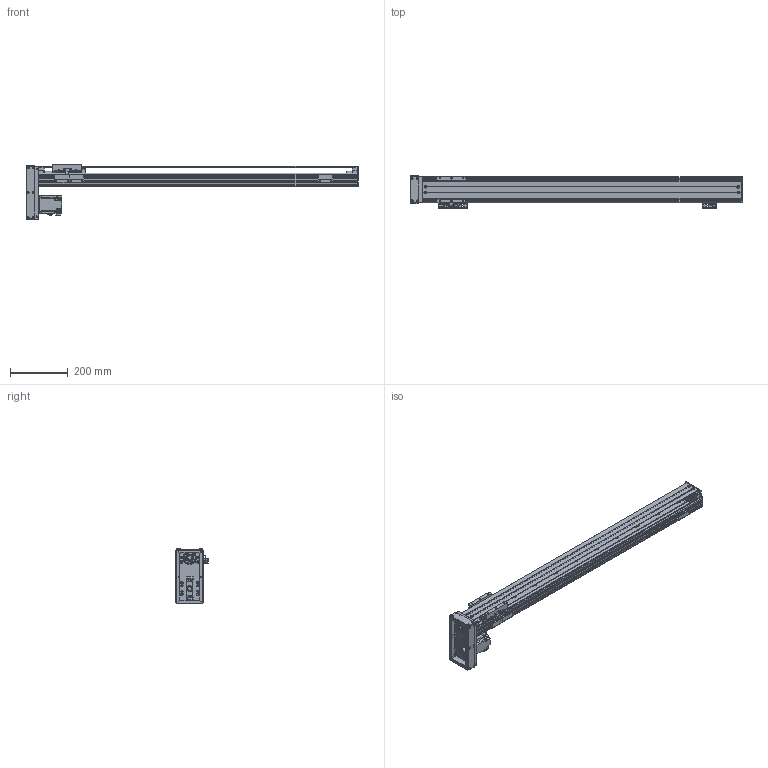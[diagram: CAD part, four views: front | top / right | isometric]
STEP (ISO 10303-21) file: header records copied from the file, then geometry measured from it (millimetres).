
FILE_DESCRIPTION(/* description */ (''),/* implementation_level */ '2;1');
FILE_NAME(/* name */ 'HR90-D20-N1B-0900-R10.stp',/* time_stamp */ '2025-01-20T15:17:53+09:00',/* author */ ('user'),/* organization */ (''),/* preprocessor_version */ 'ST-DEVELOPER v18.1',/* originating_system */ 'Autodesk Inventor 2022',/* authorisation */ '');
FILE_SCHEMA (('CONFIG_CONTROL_DESIGN'));
Length unit declared in the file: millimetre
Products named in the file (24): HG90-D20-N1B-0500-R10 - 간소화; HR90 BASE 100W 1BLOCK; HR90 FRONT BLOCK; HR90 REAR BLOCK TENSION; HR90 REAR COVER-TENSION; HG4UPCOV002; HR120 SENSOR DOG; HG90STOPPER - 27L; HG90STOPPER - 20L; MOTOR PLATE-200W(MITSUBISHI); hg-kr23_; 화살표; M-5HL-4; HR90 TABLE; LMKE1520 NUT; SENSOR BRK(EE-SX674A); EE_SX674A; HC90-D-BELT COVER; HG90DACRYLCOVER003; HG90DMOTORPLATE01; HG90DACRYLCOVER002; 46T-3GT-15; 46T-3GT-15_1; 46T-3GT-12(SOCKET)
Assembly tree (29 placements, depth 3):
  HG90-D20-N1B-0500-R10 - 간소화
    HR90 BASE 100W 1BLOCK
    HR90 FRONT BLOCK
    HR90 REAR BLOCK TENSION
    HR90 REAR COVER-TENSION
    HG4UPCOV002
    EE_SX674A  x3
    SENSOR BRK(EE-SX674A)  x3
    HR120 SENSOR DOG
    HG90STOPPER - 27L
    HG90STOPPER - 20L
    MOTOR PLATE-200W(MITSUBISHI)
    hg-kr23_
    화살표  x2
    M-5HL-4
    HR90 TABLE
    LMKE1520 NUT
    HC90-D-BELT COVER
    HG90DACRYLCOVER002  x2
    HG90DACRYLCOVER003
    HG90DMOTORPLATE01
    46T-3GT-15
      46T-3GT-15_1
      46T-3GT-12(SOCKET)
Bounding box: 1146 x 112 x 189 mm (x, y, z)
Volume: 2259414.1 mm3; surface area: 932242.2 mm2
Topology: 28 solids, 28 shells, 1646 faces, 4359 edges, 2862 vertices
Faces by surface type: cylinder 836, plane 698, cone 104, sphere 8
Full cylindrical faces by diameter (mm): 1.8 x1, 2 x4, 2.013 x2, 2.459 x50, 2.5 x2, 3 x8, 3.242 x31, 3.4 x16, 3.5 x6, 4.134 x52, 4.5 x24, 4.917 x5, 5 x29, 5.1 x2, 5.5 x40, 5.6 x8, 5.8 x4, 5.9 x8, 6 x4, 6.5 x1, 7 x1, 8 x5, 9.5 x36, 14 x2, 15 x4, 17 x1, 20 x1, 22 x1, 25 x1, 28 x1
Entity records: 47522 total; most frequent: CARTESIAN_POINT 8492, DIRECTION 8299, ORIENTED_EDGE 7532, EDGE_CURVE 3766, AXIS2_PLACEMENT_3D 3110, VERTEX_POINT 2508, LINE 2079, VECTOR 2079
